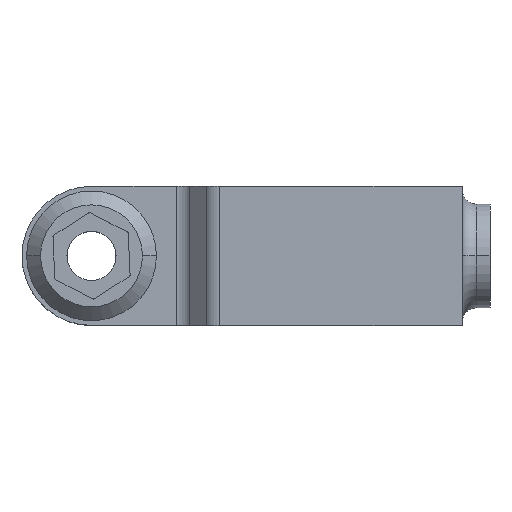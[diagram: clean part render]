
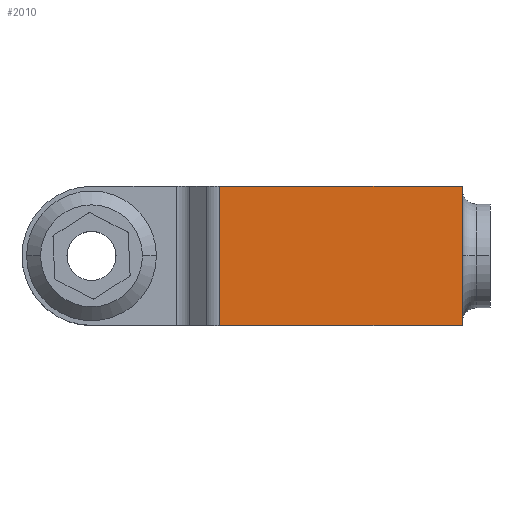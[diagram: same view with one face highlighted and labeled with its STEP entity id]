
A CAD part, top view. The second image highlights one B-rep face of the part: STEP entity #2010.
In plain terms, the highlighted planar face has unit normal (0, 0, 1).
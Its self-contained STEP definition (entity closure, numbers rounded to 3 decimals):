
#46 = LINE ( 'NONE', #1912, #980 ) ;
#125 = VERTEX_POINT ( 'NONE', #1745 ) ;
#142 = DIRECTION ( 'NONE',  ( 0., -1., 0. ) ) ;
#157 = EDGE_CURVE ( 'NONE', #273, #125, #586, .T. ) ;
#273 = VERTEX_POINT ( 'NONE', #453 ) ;
#322 = ORIENTED_EDGE ( 'NONE', *, *, #157, .T. ) ;
#382 = CARTESIAN_POINT ( 'NONE',  ( 65., 22.5, 18. ) ) ;
#388 = EDGE_LOOP ( 'NONE', ( #1499, #2061, #1445, #322 ) ) ;
#406 = DIRECTION ( 'NONE',  ( 1., 0., 0. ) ) ;
#453 = CARTESIAN_POINT ( 'NONE',  ( 65., 22.5, 18. ) ) ;
#483 = AXIS2_PLACEMENT_3D ( 'NONE', #1331, #655, #1188 ) ;
#586 = LINE ( 'NONE', #1291, #836 ) ;
#655 = DIRECTION ( 'NONE',  ( 0., 0., 1. ) ) ;
#685 = CARTESIAN_POINT ( 'NONE',  ( 38.828, 22.5, 18. ) ) ;
#836 = VECTOR ( 'NONE', #1608, 1000. ) ;
#847 = EDGE_CURVE ( 'NONE', #1225, #989, #2168, .T. ) ;
#953 = EDGE_CURVE ( 'NONE', #989, #273, #2052, .T. ) ;
#980 = VECTOR ( 'NONE', #406, 1000. ) ;
#989 = VERTEX_POINT ( 'NONE', #685 ) ;
#1188 = DIRECTION ( 'NONE',  ( 1., 0., 0. ) ) ;
#1225 = VERTEX_POINT ( 'NONE', #2098 ) ;
#1249 = EDGE_CURVE ( 'NONE', #1225, #125, #46, .T. ) ;
#1291 = CARTESIAN_POINT ( 'NONE',  ( 65., -4.666, 18. ) ) ;
#1313 = FACE_OUTER_BOUND ( 'NONE', #388, .T. ) ;
#1331 = CARTESIAN_POINT ( 'NONE',  ( 65., -4.666, 18. ) ) ;
#1445 = ORIENTED_EDGE ( 'NONE', *, *, #953, .T. ) ;
#1499 = ORIENTED_EDGE ( 'NONE', *, *, #1249, .F. ) ;
#1608 = DIRECTION ( 'NONE',  ( 0., 1., 0. ) ) ;
#1676 = CARTESIAN_POINT ( 'NONE',  ( 38.828, 22.5, 18. ) ) ;
#1687 = PLANE ( 'NONE',  #483 ) ;
#1717 = VECTOR ( 'NONE', #1868, 1000. ) ;
#1745 = CARTESIAN_POINT ( 'NONE',  ( 65., 37.5, 18. ) ) ;
#1750 = VECTOR ( 'NONE', #142, 1000. ) ;
#1868 = DIRECTION ( 'NONE',  ( 1., 0., 0. ) ) ;
#1912 = CARTESIAN_POINT ( 'NONE',  ( 65., 37.5, 18. ) ) ;
#2010 = ADVANCED_FACE ( 'NONE', ( #1313 ), #1687, .T. ) ;
#2052 = LINE ( 'NONE', #382, #1717 ) ;
#2061 = ORIENTED_EDGE ( 'NONE', *, *, #847, .T. ) ;
#2098 = CARTESIAN_POINT ( 'NONE',  ( 38.828, 37.5, 18. ) ) ;
#2168 = LINE ( 'NONE', #1676, #1750 ) ;
